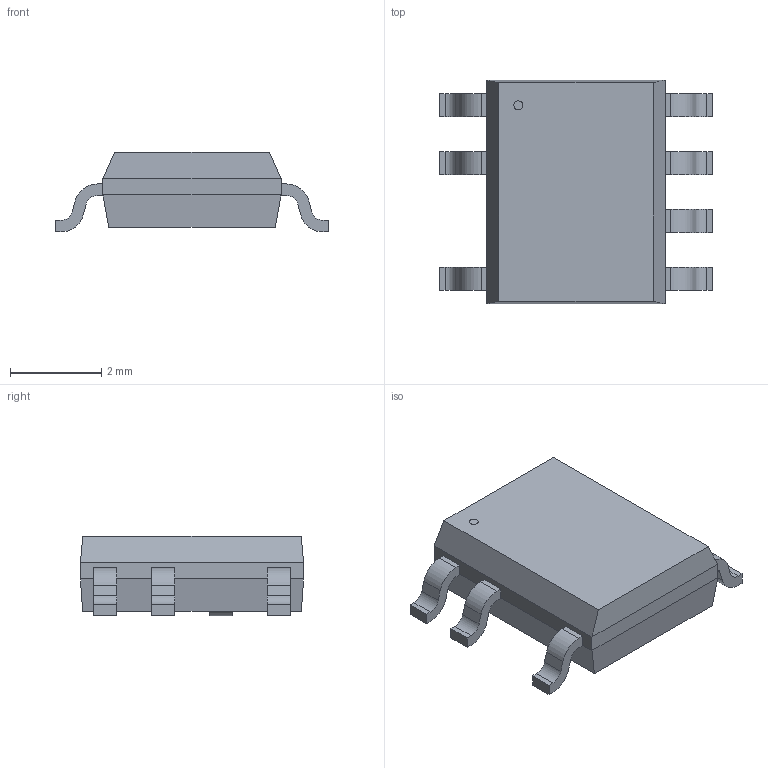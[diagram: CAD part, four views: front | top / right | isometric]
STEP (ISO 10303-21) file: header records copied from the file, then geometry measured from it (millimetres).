
FILE_DESCRIPTION(('STEP AP214'),'1');
FILE_NAME('SO-8C_1p27_4p9x3p9','2019-08-29T09:16:52',(''),(''),'','','');
FILE_SCHEMA(('AUTOMOTIVE_DESIGN'));
Length unit declared in the file: millimetre
Products named in the file (1): product
Bounding box: 5.99 x 4.9 x 1.75 mm (x, y, z)
Volume: 0 mm3; surface area: 80.7 mm2
Topology: 1 solids, 113 shells, 115 faces, 563 edges, 562 vertices
Faces by surface type: plane 86, cylinder 29
Full cylindrical faces by diameter (mm): 0.196 x1
Entity records: 6272 total; most frequent: CARTESIAN_POINT 1241, VERTEX_POINT 1122, DIRECTION 910, ORIENTED_EDGE 564, EDGE_CURVE 562, LINE 448, VECTOR 448, AXIS2_PLACEMENT_3D 231
